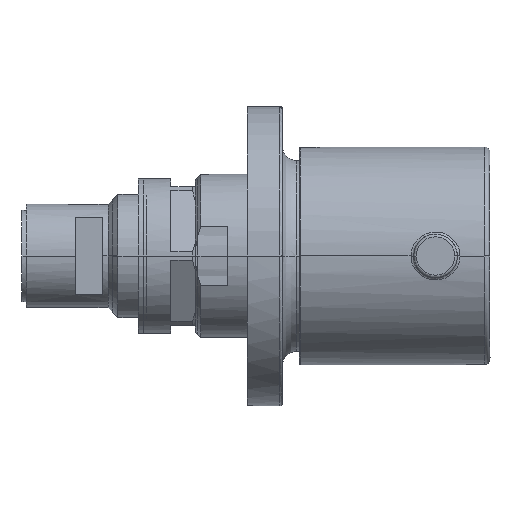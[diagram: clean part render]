
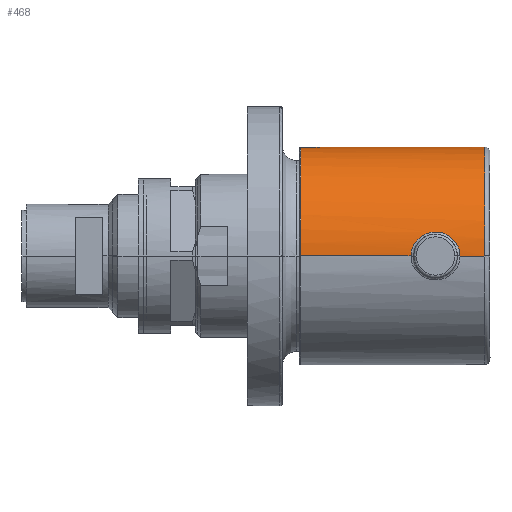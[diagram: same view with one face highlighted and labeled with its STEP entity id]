
A CAD part, left-side view. The second image highlights one B-rep face of the part: STEP entity #468.
In plain terms, the highlighted cylindrical face has radius 20 mm (diameter 40 mm), a partial arc.
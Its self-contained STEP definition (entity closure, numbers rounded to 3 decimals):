
#468=ADVANCED_FACE('',(#1672),#18000,.T.);
#1672=FACE_OUTER_BOUND('',#2818,.T.);
#2818=EDGE_LOOP('',(#4285,#4286,#4287,#4288,#4289,#4290,#4291,#4292));
#4285=ORIENTED_EDGE('',*,*,#10095,.T.);
#4286=ORIENTED_EDGE('',*,*,#10101,.T.);
#4287=ORIENTED_EDGE('',*,*,#10094,.T.);
#4288=ORIENTED_EDGE('',*,*,#10093,.T.);
#4289=ORIENTED_EDGE('',*,*,#10112,.T.);
#4290=ORIENTED_EDGE('',*,*,#10092,.T.);
#4291=ORIENTED_EDGE('',*,*,#10090,.T.);
#4292=ORIENTED_EDGE('',*,*,#10091,.T.);
#10090=EDGE_CURVE('',#16106,#16105,#13035,.T.);
#10091=EDGE_CURVE('',#16105,#16107,#13889,.T.);
#10092=EDGE_CURVE('',#16109,#16106,#13890,.T.);
#10093=EDGE_CURVE('',#16111,#16110,#13891,.T.);
#10094=EDGE_CURVE('',#16112,#16111,#13036,.T.);
#10095=EDGE_CURVE('',#16107,#16108,#13892,.T.);
#10101=EDGE_CURVE('',#16108,#16112,#13896,.T.);
#10112=EDGE_CURVE('',#16110,#16109,#13900,.T.);
#13035=(
BOUNDED_CURVE()
B_SPLINE_CURVE(2,(#29762,#29763,#29764,#29765,#29766),.UNSPECIFIED.,.F.,
 .F.)
B_SPLINE_CURVE_WITH_KNOTS((3,2,3),(0.141,31.085,62.03),
 .UNSPECIFIED.)
CURVE()
GEOMETRIC_REPRESENTATION_ITEM()
RATIONAL_B_SPLINE_CURVE((1.,0.707,1.,0.707,1.))
REPRESENTATION_ITEM('')
);
#13036=(
BOUNDED_CURVE()
B_SPLINE_CURVE(2,(#29773,#29774,#29775,#29776,#29777),.UNSPECIFIED.,.F.,
 .F.)
B_SPLINE_CURVE_WITH_KNOTS((3,2,3),(-62.832,-31.416,
0.),.UNSPECIFIED.)
CURVE()
GEOMETRIC_REPRESENTATION_ITEM()
RATIONAL_B_SPLINE_CURVE((1.,0.707,1.,0.707,1.))
REPRESENTATION_ITEM('')
);
#13889=B_SPLINE_CURVE_WITH_KNOTS('',1,(#29767,#29768),.UNSPECIFIED.,.F.,
 .F.,(2,2),(-20.2,0.),.UNSPECIFIED.);
#13890=B_SPLINE_CURVE_WITH_KNOTS('',1,(#29769,#29770),.UNSPECIFIED.,.F.,
 .F.,(2,2),(-19.45,0.),.UNSPECIFIED.);
#13891=B_SPLINE_CURVE_WITH_KNOTS('',1,(#29771,#29772),.UNSPECIFIED.,.F.,
 .F.,(2,2),(-5.75,0.),.UNSPECIFIED.);
#13892=B_SPLINE_CURVE_WITH_KNOTS('',3,(#29778,#29779,#29780,#29781,#29782,
#29783,#29784,#29785,#29786,#29787,#29788,#29789,#29790,#29791,#29792,#29793,
#29794,#29795),.UNSPECIFIED.,.F.,.F.,(4,1,1,1,1,1,1,1,1,1,1,1,1,1,1,4),
(0.,0.939,1.878,2.816,3.755,
4.694,5.633,6.572,7.511,8.449,
9.388,10.327,11.266,12.205,13.143,
14.082),.UNSPECIFIED.);
#13896=B_SPLINE_CURVE_WITH_KNOTS('',1,(#29860,#29861),.UNSPECIFIED.,.F.,
 .F.,(2,2),(0.,4.5),.UNSPECIFIED.);
#13900=B_SPLINE_CURVE_WITH_KNOTS('',3,(#29916,#29917,#29918,#29919,#29920,
#29921,#29922,#29923,#29924,#29925,#29926,#29927,#29928,#29929,#29930,#29931,
#29932,#29933,#29934),.UNSPECIFIED.,.F.,.F.,(4,1,1,1,1,1,1,1,1,1,1,1,1,
1,1,1,4),(0.,0.841,1.682,2.522,3.363,
4.204,5.045,5.886,6.727,7.567,
8.408,9.249,10.09,10.931,11.772,
12.612,13.453),.UNSPECIFIED.);
#16105=VERTEX_POINT('',#28808);
#16106=VERTEX_POINT('',#28809);
#16107=VERTEX_POINT('',#28810);
#16108=VERTEX_POINT('',#28811);
#16109=VERTEX_POINT('',#28812);
#16110=VERTEX_POINT('',#28813);
#16111=VERTEX_POINT('',#28814);
#16112=VERTEX_POINT('',#28815);
#18000=CYLINDRICAL_SURFACE('',#19290,20.);
#19290=AXIS2_PLACEMENT_3D('',#23795,#20331,$);
#20331=DIRECTION('',(0.,1.,0.));
#23795=CARTESIAN_POINT('',(0.,17.15,0.));
#28808=CARTESIAN_POINT('',(20.,0.3,0.));
#28809=CARTESIAN_POINT('',(-20.,0.3,0.));
#28810=CARTESIAN_POINT('',(20.,20.5,0.));
#28811=CARTESIAN_POINT('',(20.,29.5,0.));
#28812=CARTESIAN_POINT('',(-20.,19.75,0.));
#28813=CARTESIAN_POINT('',(-20.,28.25,0.));
#28814=CARTESIAN_POINT('',(-20.,34.,0.));
#28815=CARTESIAN_POINT('',(20.,34.,0.));
#29762=CARTESIAN_POINT('',(-20.,0.3,0.));
#29763=CARTESIAN_POINT('',(-20.,0.3,20.));
#29764=CARTESIAN_POINT('',(0.,0.3,20.));
#29765=CARTESIAN_POINT('',(20.,0.3,20.));
#29766=CARTESIAN_POINT('',(20.,0.3,0.));
#29767=CARTESIAN_POINT('',(20.,0.3,0.));
#29768=CARTESIAN_POINT('',(20.,20.5,0.));
#29769=CARTESIAN_POINT('',(-20.,19.75,0.));
#29770=CARTESIAN_POINT('',(-20.,0.3,0.));
#29771=CARTESIAN_POINT('',(-20.,34.,0.));
#29772=CARTESIAN_POINT('',(-20.,28.25,0.));
#29773=CARTESIAN_POINT('',(20.,34.,0.));
#29774=CARTESIAN_POINT('',(20.,34.,20.));
#29775=CARTESIAN_POINT('',(0.,34.,20.));
#29776=CARTESIAN_POINT('',(-20.,34.,20.));
#29777=CARTESIAN_POINT('',(-20.,34.,0.));
#29778=CARTESIAN_POINT('',(20.,20.5,0.));
#29779=CARTESIAN_POINT('',(20.,20.5,0.3));
#29780=CARTESIAN_POINT('',(19.987,20.561,0.89));
#29781=CARTESIAN_POINT('',(19.928,20.843,1.764));
#29782=CARTESIAN_POINT('',(19.84,21.308,2.566));
#29783=CARTESIAN_POINT('',(19.735,21.942,3.266));
#29784=CARTESIAN_POINT('',(19.633,22.717,3.821));
#29785=CARTESIAN_POINT('',(19.554,23.592,4.204));
#29786=CARTESIAN_POINT('',(19.51,24.525,4.398));
#29787=CARTESIAN_POINT('',(19.51,25.477,4.398));
#29788=CARTESIAN_POINT('',(19.554,26.409,4.204));
#29789=CARTESIAN_POINT('',(19.634,27.285,3.821));
#29790=CARTESIAN_POINT('',(19.735,28.059,3.265));
#29791=CARTESIAN_POINT('',(19.84,28.693,2.565));
#29792=CARTESIAN_POINT('',(19.928,29.157,1.763));
#29793=CARTESIAN_POINT('',(19.987,29.439,0.889));
#29794=CARTESIAN_POINT('',(20.,29.5,0.299));
#29795=CARTESIAN_POINT('',(20.,29.5,0.));
#29860=CARTESIAN_POINT('',(20.,29.5,0.));
#29861=CARTESIAN_POINT('',(20.,34.,0.));
#29916=CARTESIAN_POINT('',(-20.,28.25,0.));
#29917=CARTESIAN_POINT('',(-20.,28.25,0.282));
#29918=CARTESIAN_POINT('',(-19.988,28.195,0.835));
#29919=CARTESIAN_POINT('',(-19.937,27.949,1.643));
#29920=CARTESIAN_POINT('',(-19.862,27.552,2.382));
#29921=CARTESIAN_POINT('',(-19.772,27.019,3.03));
#29922=CARTESIAN_POINT('',(-19.682,26.37,3.561));
#29923=CARTESIAN_POINT('',(-19.606,25.628,3.956));
#29924=CARTESIAN_POINT('',(-19.555,24.822,4.198));
#29925=CARTESIAN_POINT('',(-19.537,23.981,4.278));
#29926=CARTESIAN_POINT('',(-19.556,23.14,4.19));
#29927=CARTESIAN_POINT('',(-19.609,22.335,3.94));
#29928=CARTESIAN_POINT('',(-19.686,21.602,3.541));
#29929=CARTESIAN_POINT('',(-19.775,20.962,3.01));
#29930=CARTESIAN_POINT('',(-19.864,20.437,2.366));
#29931=CARTESIAN_POINT('',(-19.938,20.046,1.631));
#29932=CARTESIAN_POINT('',(-19.988,19.804,0.828));
#29933=CARTESIAN_POINT('',(-20.,19.75,0.28));
#29934=CARTESIAN_POINT('',(-20.,19.75,0.));
